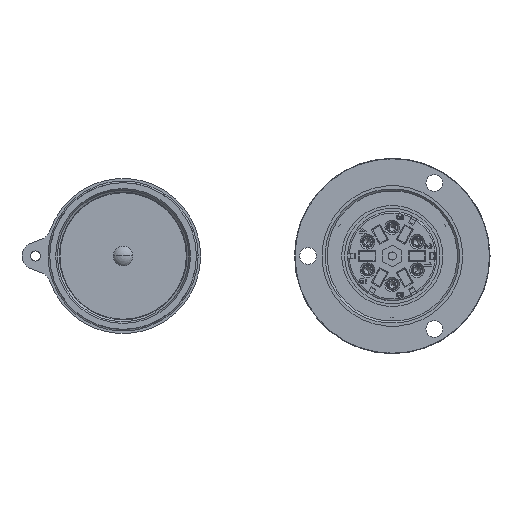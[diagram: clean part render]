
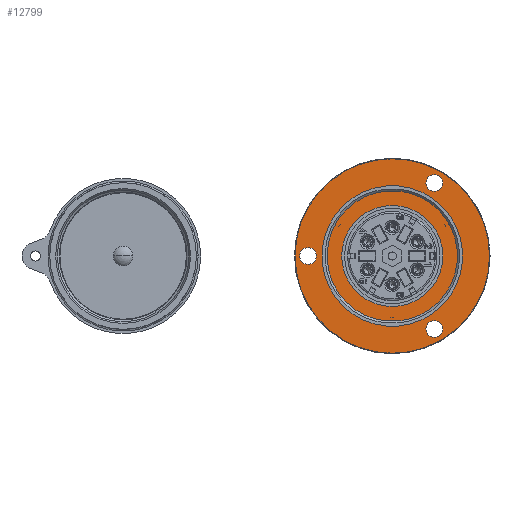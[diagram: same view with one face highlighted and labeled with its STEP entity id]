
A CAD part, front view. The second image highlights one B-rep face of the part: STEP entity #12799.
In plain terms, the highlighted planar face has unit normal (0, -1, 0).
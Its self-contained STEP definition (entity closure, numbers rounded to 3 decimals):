
#159=CARTESIAN_POINT('',(0.,-4.8,0.));
#160=DIRECTION('',(0.,1.,0.));
#161=DIRECTION('',(-0.866,0.,-0.5));
#162=AXIS2_PLACEMENT_3D('',#159,#160,#161);
#164=CARTESIAN_POINT('',(0.,-4.8,0.));
#165=DIRECTION('',(0.,1.,0.));
#166=DIRECTION('',(0.866,0.,0.5));
#167=AXIS2_PLACEMENT_3D('',#164,#165,#166);
#169=CARTESIAN_POINT('',(12.5,-4.8,21.651));
#170=DIRECTION('',(0.,-1.,0.));
#171=DIRECTION('',(0.866,0.,0.5));
#172=AXIS2_PLACEMENT_3D('',#169,#170,#171);
#174=CARTESIAN_POINT('',(12.5,-4.8,21.651));
#175=DIRECTION('',(0.,-1.,0.));
#176=DIRECTION('',(0.,0.,1.));
#177=AXIS2_PLACEMENT_3D('',#174,#175,#176);
#179=CARTESIAN_POINT('',(12.5,-4.8,21.651));
#180=DIRECTION('',(0.,-1.,0.));
#181=DIRECTION('',(-0.866,0.,-0.5));
#182=AXIS2_PLACEMENT_3D('',#179,#180,#181);
#184=CARTESIAN_POINT('',(12.5,-4.8,21.651));
#185=DIRECTION('',(0.,-1.,0.));
#186=DIRECTION('',(0.,0.,-1.));
#187=AXIS2_PLACEMENT_3D('',#184,#185,#186);
#189=CARTESIAN_POINT('',(-25.,-4.8,0.));
#190=DIRECTION('',(0.,-1.,0.));
#191=DIRECTION('',(0.866,0.,0.5));
#192=AXIS2_PLACEMENT_3D('',#189,#190,#191);
#194=CARTESIAN_POINT('',(-25.,-4.8,0.));
#195=DIRECTION('',(0.,-1.,0.));
#196=DIRECTION('',(0.,0.,1.));
#197=AXIS2_PLACEMENT_3D('',#194,#195,#196);
#199=CARTESIAN_POINT('',(-25.,-4.8,0.));
#200=DIRECTION('',(0.,-1.,0.));
#201=DIRECTION('',(-0.866,0.,-0.5));
#202=AXIS2_PLACEMENT_3D('',#199,#200,#201);
#204=CARTESIAN_POINT('',(-25.,-4.8,0.));
#205=DIRECTION('',(0.,-1.,0.));
#206=DIRECTION('',(0.,0.,-1.));
#207=AXIS2_PLACEMENT_3D('',#204,#205,#206);
#209=CARTESIAN_POINT('',(12.5,-4.8,-21.651));
#210=DIRECTION('',(0.,-1.,0.));
#211=DIRECTION('',(0.866,0.,0.5));
#212=AXIS2_PLACEMENT_3D('',#209,#210,#211);
#214=CARTESIAN_POINT('',(12.5,-4.8,-21.651));
#215=DIRECTION('',(0.,-1.,0.));
#216=DIRECTION('',(0.,0.,1.));
#217=AXIS2_PLACEMENT_3D('',#214,#215,#216);
#219=CARTESIAN_POINT('',(12.5,-4.8,-21.651));
#220=DIRECTION('',(0.,-1.,0.));
#221=DIRECTION('',(-0.866,0.,-0.5));
#222=AXIS2_PLACEMENT_3D('',#219,#220,#221);
#224=CARTESIAN_POINT('',(12.5,-4.8,-21.651));
#225=DIRECTION('',(0.,-1.,0.));
#226=DIRECTION('',(0.,0.,-1.));
#227=AXIS2_PLACEMENT_3D('',#224,#225,#226);
#229=CARTESIAN_POINT('',(0.,-4.8,0.));
#230=DIRECTION('',(0.,-1.,0.));
#231=DIRECTION('',(-1.,0.,0.));
#232=AXIS2_PLACEMENT_3D('',#229,#230,#231);
#234=CARTESIAN_POINT('',(0.,-4.8,0.));
#235=DIRECTION('',(0.,-1.,0.));
#236=DIRECTION('',(1.,0.,0.));
#237=AXIS2_PLACEMENT_3D('',#234,#235,#236);
#10089=CARTESIAN_POINT('',(-24.985,-4.8,-14.425));
#10090=CARTESIAN_POINT('',(24.985,-4.8,14.425));
#10091=VERTEX_POINT('',#10089);
#10092=VERTEX_POINT('',#10090);
#10093=CARTESIAN_POINT('',(12.5,-4.8,24.151));
#10094=CARTESIAN_POINT('',(10.335,-4.8,20.401));
#10095=VERTEX_POINT('',#10093);
#10096=VERTEX_POINT('',#10094);
#10097=CARTESIAN_POINT('',(14.665,-4.8,22.901));
#10098=VERTEX_POINT('',#10097);
#10099=CARTESIAN_POINT('',(12.5,-4.8,19.151));
#10100=VERTEX_POINT('',#10099);
#10101=CARTESIAN_POINT('',(-25.,-4.8,2.5));
#10102=CARTESIAN_POINT('',(-27.165,-4.8,-1.25));
#10103=VERTEX_POINT('',#10101);
#10104=VERTEX_POINT('',#10102);
#10105=CARTESIAN_POINT('',(-22.835,-4.8,1.25));
#10106=VERTEX_POINT('',#10105);
#10107=CARTESIAN_POINT('',(-25.,-4.8,-2.5));
#10108=VERTEX_POINT('',#10107);
#10109=CARTESIAN_POINT('',(12.5,-4.8,-19.151));
#10110=CARTESIAN_POINT('',(10.335,-4.8,-22.901));
#10111=VERTEX_POINT('',#10109);
#10112=VERTEX_POINT('',#10110);
#10113=CARTESIAN_POINT('',(14.665,-4.8,-20.401));
#10114=VERTEX_POINT('',#10113);
#10115=CARTESIAN_POINT('',(12.5,-4.8,-24.151));
#10116=VERTEX_POINT('',#10115);
#10117=CARTESIAN_POINT('',(-15.,-4.8,0.));
#10118=CARTESIAN_POINT('',(15.,-4.8,0.));
#10119=VERTEX_POINT('',#10117);
#10120=VERTEX_POINT('',#10118);
#12753=CARTESIAN_POINT('',(0.,-4.8,0.));
#12754=DIRECTION('',(0.,1.,0.));
#12755=DIRECTION('',(-0.866,0.,-0.5));
#12756=AXIS2_PLACEMENT_3D('',#12753,#12754,#12755);
#12757=PLANE('',#12756);
#12758=ORIENTED_EDGE('',*,*,#12743,.T.);
#12760=ORIENTED_EDGE('',*,*,#12759,.T.);
#12761=EDGE_LOOP('',(#12758,#12760));
#12762=FACE_OUTER_BOUND('',#12761,.F.);
#12764=ORIENTED_EDGE('',*,*,#12763,.T.);
#12766=ORIENTED_EDGE('',*,*,#12765,.T.);
#12768=ORIENTED_EDGE('',*,*,#12767,.T.);
#12770=ORIENTED_EDGE('',*,*,#12769,.T.);
#12771=EDGE_LOOP('',(#12764,#12766,#12768,#12770));
#12772=FACE_BOUND('',#12771,.F.);
#12774=ORIENTED_EDGE('',*,*,#12773,.T.);
#12776=ORIENTED_EDGE('',*,*,#12775,.T.);
#12778=ORIENTED_EDGE('',*,*,#12777,.T.);
#12780=ORIENTED_EDGE('',*,*,#12779,.T.);
#12781=EDGE_LOOP('',(#12774,#12776,#12778,#12780));
#12782=FACE_BOUND('',#12781,.F.);
#12784=ORIENTED_EDGE('',*,*,#12783,.T.);
#12786=ORIENTED_EDGE('',*,*,#12785,.T.);
#12788=ORIENTED_EDGE('',*,*,#12787,.T.);
#12790=ORIENTED_EDGE('',*,*,#12789,.T.);
#12791=EDGE_LOOP('',(#12784,#12786,#12788,#12790));
#12792=FACE_BOUND('',#12791,.F.);
#12794=ORIENTED_EDGE('',*,*,#12793,.T.);
#12796=ORIENTED_EDGE('',*,*,#12795,.T.);
#12797=EDGE_LOOP('',(#12794,#12796));
#12798=FACE_BOUND('',#12797,.F.);
#12799=ADVANCED_FACE('',(#12762,#12772,#12782,#12792,#12798),#12757,.F.);
#163=CIRCLE('',#162,28.85);
#168=CIRCLE('',#167,28.85);
#173=CIRCLE('',#172,2.5);
#178=CIRCLE('',#177,2.5);
#183=CIRCLE('',#182,2.5);
#188=CIRCLE('',#187,2.5);
#193=CIRCLE('',#192,2.5);
#198=CIRCLE('',#197,2.5);
#203=CIRCLE('',#202,2.5);
#208=CIRCLE('',#207,2.5);
#213=CIRCLE('',#212,2.5);
#218=CIRCLE('',#217,2.5);
#223=CIRCLE('',#222,2.5);
#228=CIRCLE('',#227,2.5);
#233=CIRCLE('',#232,15.);
#238=CIRCLE('',#237,15.);
#12743=EDGE_CURVE('',#10091,#10092,#163,.T.);
#12759=EDGE_CURVE('',#10092,#10091,#168,.T.);
#12763=EDGE_CURVE('',#10098,#10095,#173,.T.);
#12765=EDGE_CURVE('',#10095,#10096,#178,.T.);
#12767=EDGE_CURVE('',#10096,#10100,#183,.T.);
#12769=EDGE_CURVE('',#10100,#10098,#188,.T.);
#12773=EDGE_CURVE('',#10106,#10103,#193,.T.);
#12775=EDGE_CURVE('',#10103,#10104,#198,.T.);
#12777=EDGE_CURVE('',#10104,#10108,#203,.T.);
#12779=EDGE_CURVE('',#10108,#10106,#208,.T.);
#12783=EDGE_CURVE('',#10114,#10111,#213,.T.);
#12785=EDGE_CURVE('',#10111,#10112,#218,.T.);
#12787=EDGE_CURVE('',#10112,#10116,#223,.T.);
#12789=EDGE_CURVE('',#10116,#10114,#228,.T.);
#12793=EDGE_CURVE('',#10119,#10120,#233,.T.);
#12795=EDGE_CURVE('',#10120,#10119,#238,.T.);
